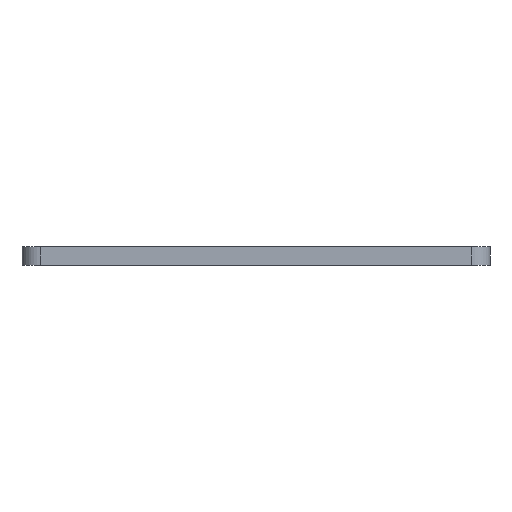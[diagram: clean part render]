
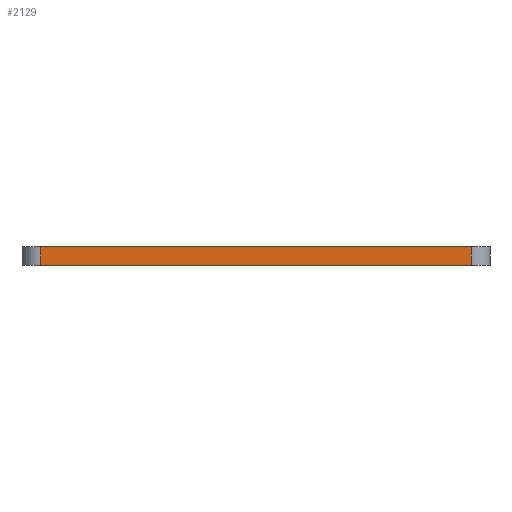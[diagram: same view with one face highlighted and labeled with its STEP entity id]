
A CAD part, left-side view. The second image highlights one B-rep face of the part: STEP entity #2129.
In plain terms, the highlighted planar face has unit normal (-1, 0, 0).
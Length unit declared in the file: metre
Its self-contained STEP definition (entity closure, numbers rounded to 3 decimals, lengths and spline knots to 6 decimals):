
#110=LINE('',#3385,#214);
#131=LINE('',#3547,#235);
#150=LINE('',#3637,#254);
#151=LINE('',#3638,#255);
#214=VECTOR('',#2680,1.);
#235=VECTOR('',#2823,1.);
#254=VECTOR('',#2898,1.);
#255=VECTOR('',#2899,1.);
#494=ORIENTED_EDGE('',*,*,#906,.T.);
#495=ORIENTED_EDGE('',*,*,#1032,.T.);
#496=ORIENTED_EDGE('',*,*,#987,.F.);
#497=ORIENTED_EDGE('',*,*,#1033,.T.);
#906=EDGE_CURVE('',#1177,#1176,#110,.T.);
#987=EDGE_CURVE('',#1257,#1258,#131,.T.);
#1032=EDGE_CURVE('',#1176,#1258,#150,.T.);
#1033=EDGE_CURVE('',#1257,#1177,#151,.F.);
#1176=VERTEX_POINT('',#3384);
#1177=VERTEX_POINT('',#3386);
#1257=VERTEX_POINT('',#3548);
#1258=VERTEX_POINT('',#3549);
#1593=EDGE_LOOP('',(#494,#495,#496,#497));
#1885=FACE_BOUND('',#1593,.T.);
#2085=PLANE('',#2410);
#2129=ADVANCED_FACE('',(#1885),#2085,.T.);
#2410=AXIS2_PLACEMENT_3D('',#3636,#2896,#2897);
#2680=DIRECTION('',(0.,-1.,0.));
#2823=DIRECTION('',(0.,-1.,0.));
#2896=DIRECTION('',(-1.,0.,0.));
#2897=DIRECTION('',(0.,-1.,0.));
#2898=DIRECTION('',(0.,0.,1.));
#2899=DIRECTION('',(0.,0.,1.));
#3384=CARTESIAN_POINT('',(-0.076,-0.061,-0.005));
#3385=CARTESIAN_POINT('',(-0.076,-0.003,-0.005));
#3386=CARTESIAN_POINT('',(-0.076,0.055,-0.005));
#3547=CARTESIAN_POINT('',(-0.076,-0.003,0.));
#3548=CARTESIAN_POINT('',(-0.076,0.055,0.));
#3549=CARTESIAN_POINT('',(-0.076,-0.061,0.));
#3636=CARTESIAN_POINT('',(-0.076,-0.003,-0.005));
#3637=CARTESIAN_POINT('',(-0.076,-0.061,-0.005));
#3638=CARTESIAN_POINT('',(-0.076,0.055,-0.005));
